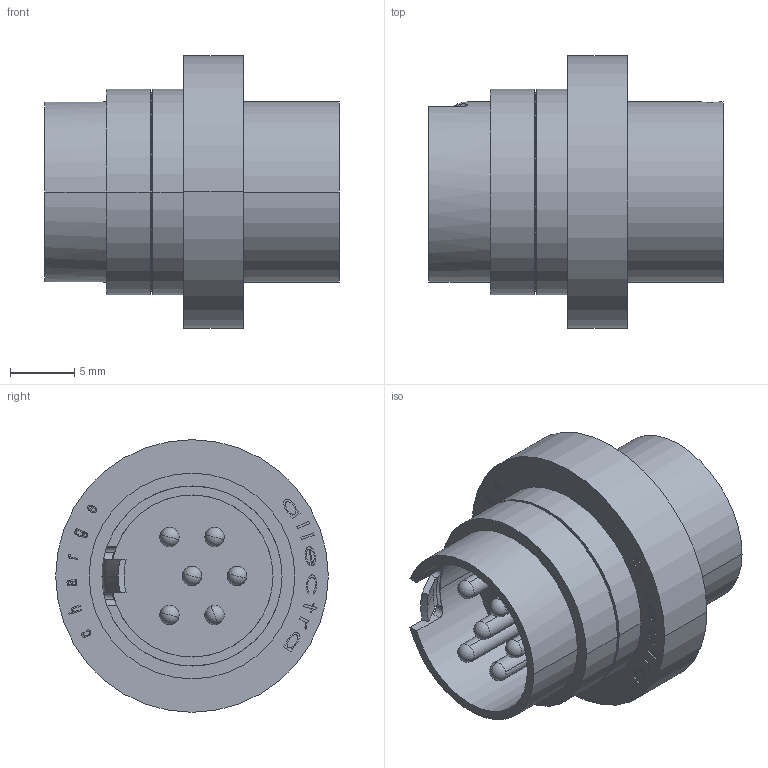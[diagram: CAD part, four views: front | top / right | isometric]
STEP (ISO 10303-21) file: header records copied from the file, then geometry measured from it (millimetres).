
FILE_DESCRIPTION (( 'STEP AP214' ), '1' );
FILE_NAME ('220-CM6.STEP', '2019-06-03T10:18:49', ( '' ), ( '' ), 'SwSTEP 2.0', 'SolidWorks 2014', '' );
FILE_SCHEMA (( 'AUTOMOTIVE_DESIGN' ));
Length unit declared in the file: millimetre
Products named in the file (4): 9220-PIN-FENI-1,5_pin  vergd.; 9220-CM-GLASS6-PLATE; 9220-CM-W-V0914_Einbuchtung-neu; 220-CM6
Assembly tree (8 placements, depth 2):
  220-CM6
    9220-CM-W-V0914_Einbuchtung-neu
    9220-CM-GLASS6-PLATE
    9220-PIN-FENI-1,5_pin  vergd.  x6
Bounding box: 22.9 x 21.2 x 21.2 mm (x, y, z)
Volume: 2298.5 mm3; surface area: 3809.3 mm2
Topology: 8 solids, 8 shells, 289 faces, 774 edges, 502 vertices
Faces by surface type: plane 109, bspline 99, cylinder 45, sphere 24, torus 7, cone 5
Entity records: 13637 total; most frequent: CARTESIAN_POINT 7667, ORIENTED_EDGE 1360, DIRECTION 895, EDGE_CURVE 680, VERTEX_POINT 452, VECTOR 359, LINE 359, EDGE_LOOP 298
